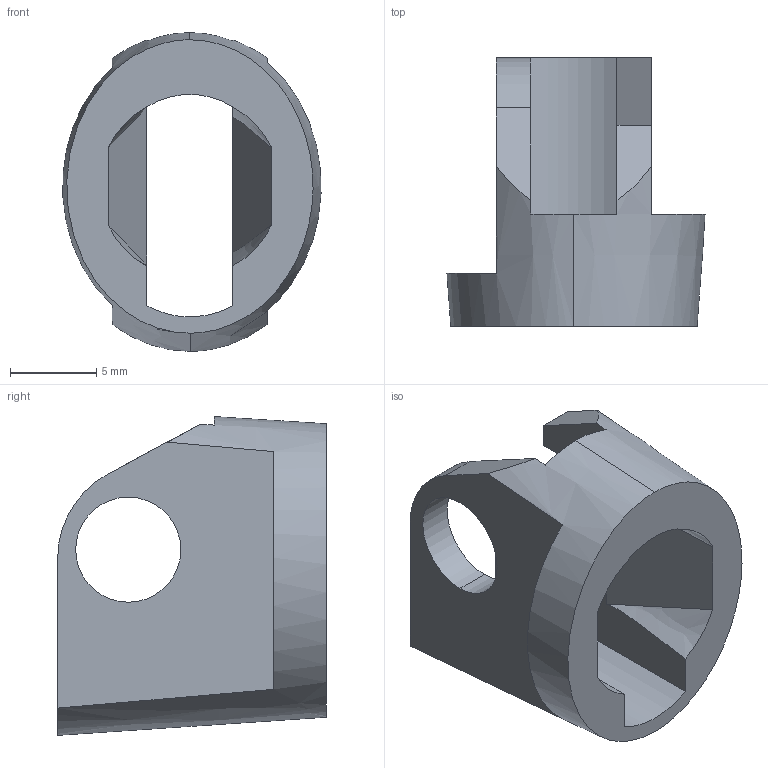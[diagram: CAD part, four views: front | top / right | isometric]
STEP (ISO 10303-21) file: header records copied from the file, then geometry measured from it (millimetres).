
FILE_DESCRIPTION (( 'STEP AP203' ), '1' );
FILE_NAME ('IP - P Main R.STEP', '2017-08-02T03:23:11', ( '' ), ( '' ), 'SwSTEP 2.0', 'SolidWorks 2016', '' );
FILE_SCHEMA (( 'CONFIG_CONTROL_DESIGN' ));
Length unit declared in the file: millimetre
Products named in the file (1): IP - P Main R
Bounding box: 14.98 x 15.6 x 18.5 mm (x, y, z)
Volume: 1037.3 mm3; surface area: 1311.2 mm2
Topology: 1 solids, 1 shells, 32 faces, 93 edges, 60 vertices
Faces by surface type: plane 20, bspline 9, cylinder 3
Entity records: 1587 total; most frequent: CARTESIAN_POINT 744, ORIENTED_EDGE 182, DIRECTION 123, EDGE_CURVE 91, VERTEX_POINT 60, VECTOR 53, LINE 53, EDGE_LOOP 35
